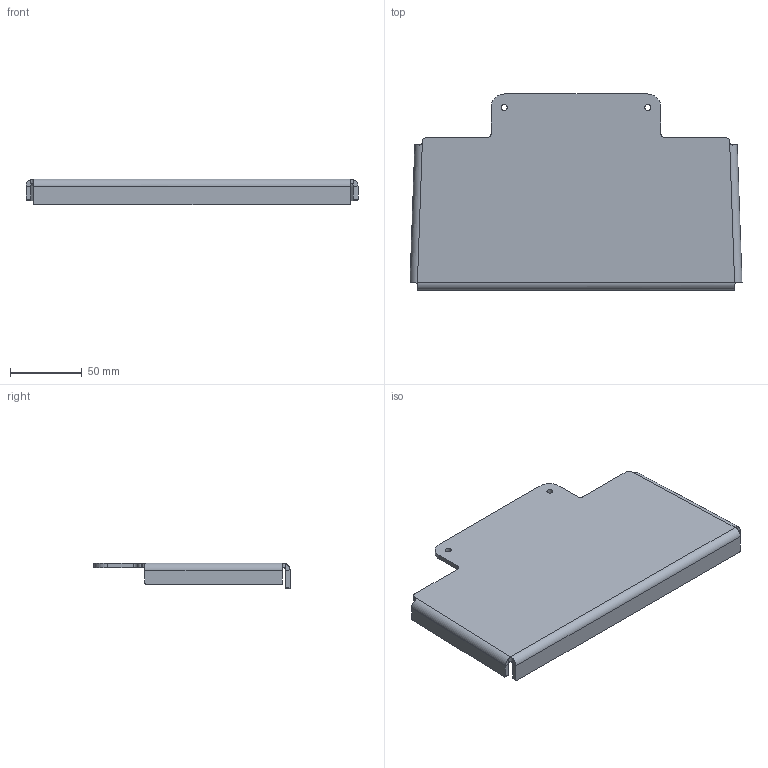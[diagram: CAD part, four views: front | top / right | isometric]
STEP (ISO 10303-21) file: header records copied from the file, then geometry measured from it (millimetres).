
FILE_DESCRIPTION (( 'STEP AP214' ), '1' );
FILE_NAME ('Case - Thin.STEP', '2015-01-21T15:42:44', ( '' ), ( '' ), 'SwSTEP 2.0', 'SolidWorks 2014', '' );
FILE_SCHEMA (( 'AUTOMOTIVE_DESIGN' ));
Length unit declared in the file: millimetre
Products named in the file (1): Case - Thin
Bounding box: 231.01 x 136.42 x 18.07 mm (x, y, z)
Volume: 103187.9 mm3; surface area: 67553.1 mm2
Topology: 1 solids, 1 shells, 56 faces, 142 edges, 88 vertices
Faces by surface type: plane 28, cylinder 24, bspline 4
Entity records: 1952 total; most frequent: CARTESIAN_POINT 595, ORIENTED_EDGE 284, DIRECTION 264, EDGE_CURVE 142, AXIS2_PLACEMENT_3D 91, VERTEX_POINT 88, LINE 82, VECTOR 82
